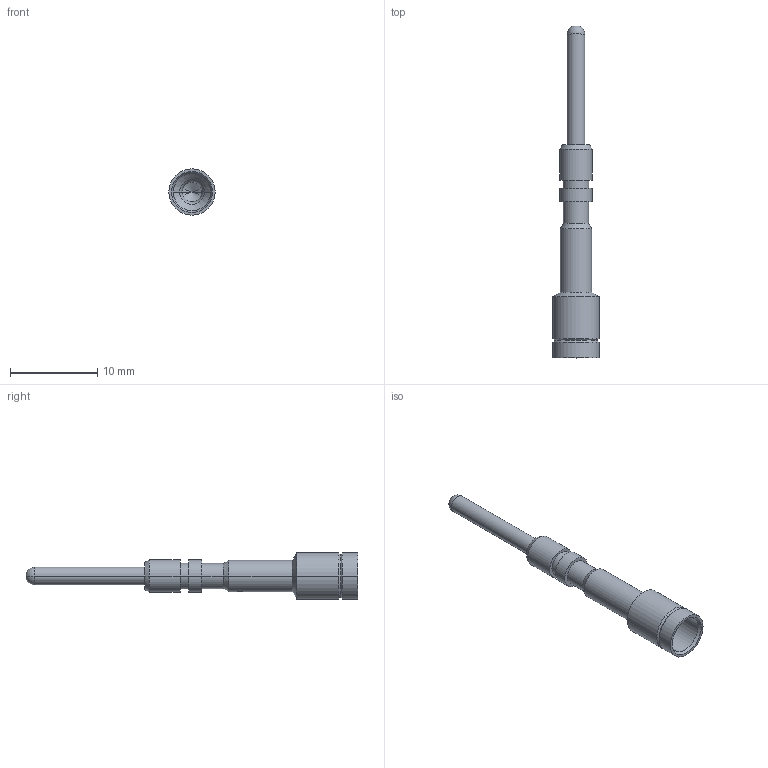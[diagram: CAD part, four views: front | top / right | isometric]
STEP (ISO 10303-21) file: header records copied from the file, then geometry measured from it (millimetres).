
FILE_DESCRIPTION((''),'2;1');
FILE_NAME('M23-MC30G-2P5L','2017-08-31T',('hq.zhang'),(''),'PRO/ENGINEER BY PARAMETRIC TECHNOLOGY CORPORATION, 2012480','PRO/ENGINEER BY PARAMETRIC TECHNOLOGY CORPORATION, 2012480','');
FILE_SCHEMA(('AUTOMOTIVE_DESIGN { 1 0 10303 214 1 1 1 1 }'));
Length unit declared in the file: millimetre
Products named in the file (1): M23-MC30G-2P5L
Bounding box: 5.3 x 38 x 5.3 mm (x, y, z)
Volume: 235.4 mm3; surface area: 581.5 mm2
Topology: 1 solids, 1 shells, 48 faces, 98 edges, 55 vertices
Faces by surface type: cylinder 22, cone 16, plane 6, sphere 2, torus 2
Entity records: 1347 total; most frequent: CARTESIAN_POINT 245, DIRECTION 242, ORIENTED_EDGE 192, AXIS2_PLACEMENT_3D 102, EDGE_CURVE 96, VERTEX_POINT 55, EDGE_LOOP 55, CIRCLE 54
